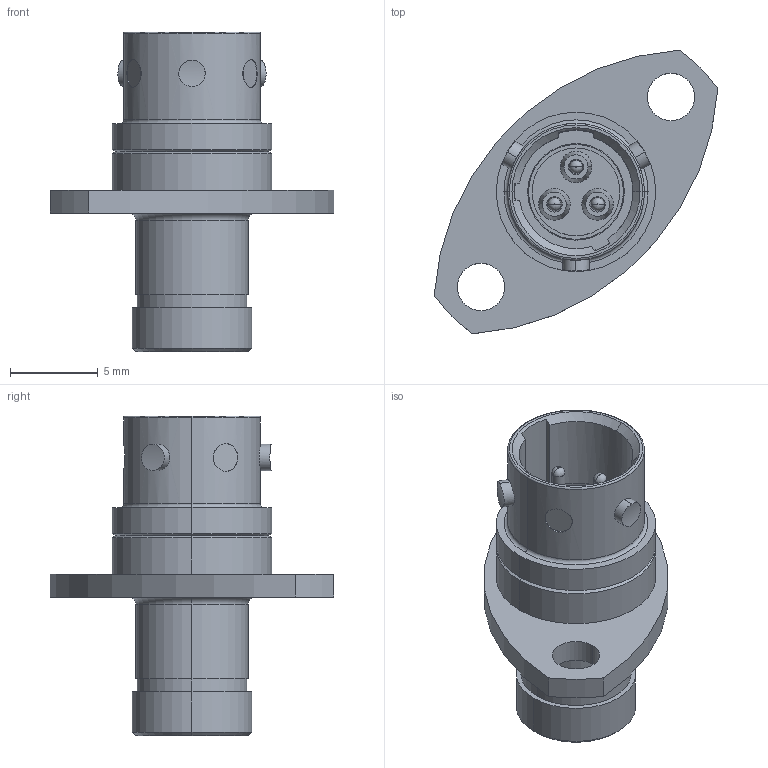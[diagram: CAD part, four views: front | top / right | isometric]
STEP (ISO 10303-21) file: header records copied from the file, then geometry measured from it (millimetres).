
FILE_DESCRIPTION (( 'STEP AP214' ), '1' );
FILE_NAME ('ASX002-03PD-HE.STEP', '2020-05-14T14:03:49', ( 'TE Connectivity' ), ( 'TE Connectivity' ), 'SwSTEP 2.0', 'SolidWorks 2016', '' );
FILE_SCHEMA (( 'AUTOMOTIVE_DESIGN' ));
Length unit declared in the file: millimetre
Products named in the file (1): ASX002-03PD-HE
Bounding box: 16.16 x 16.16 x 18.2 mm (x, y, z)
Volume: 675 mm3; surface area: 1994.6 mm2
Topology: 14 solids, 14 shells, 472 faces, 1144 edges, 728 vertices
Faces by surface type: cylinder 201, plane 146, cone 78, torus 47
Entity records: 20091 total; most frequent: CARTESIAN_POINT 3379, DIRECTION 2516, ORIENTED_EDGE 2288, EDGE_CURVE 1144, AXIS2_PLACEMENT_3D 1047, VERTEX_POINT 728, CIRCLE 574, EDGE_LOOP 540
